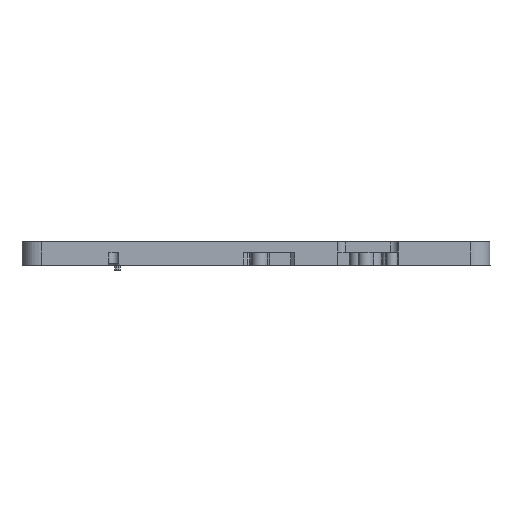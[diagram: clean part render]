
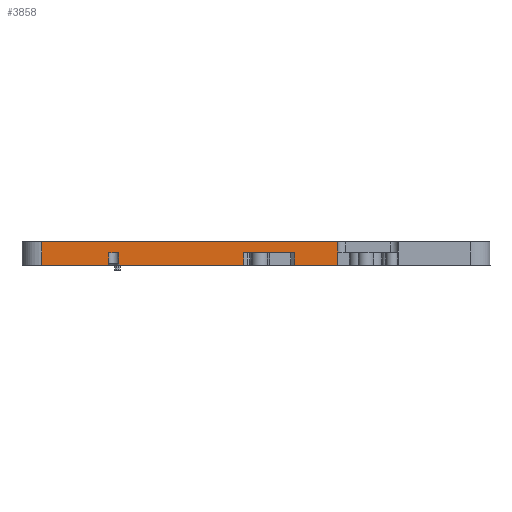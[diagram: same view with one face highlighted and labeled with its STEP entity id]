
A CAD part, front view. The second image highlights one B-rep face of the part: STEP entity #3858.
In plain terms, the highlighted planar face has unit normal (0, -1, 0).
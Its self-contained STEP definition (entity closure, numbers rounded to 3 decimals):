
#244=PLANE('',#17619);
#3858=ADVANCED_FACE('',(#4317),#244,.T.);
#4317=FACE_OUTER_BOUND('',#4809,.T.);
#4809=EDGE_LOOP('',(#6754,#6755,#6756,#6757,#6758,#6759,#6760,#6761,#6762,
#6763,#6764,#6765,#6766,#6767));
#6754=ORIENTED_EDGE('',*,*,#9269,.F.);
#6755=ORIENTED_EDGE('',*,*,#9268,.F.);
#6756=ORIENTED_EDGE('',*,*,#9267,.F.);
#6757=ORIENTED_EDGE('',*,*,#9266,.T.);
#6758=ORIENTED_EDGE('',*,*,#9265,.T.);
#6759=ORIENTED_EDGE('',*,*,#9264,.F.);
#6760=ORIENTED_EDGE('',*,*,#9263,.F.);
#6761=ORIENTED_EDGE('',*,*,#9262,.T.);
#6762=ORIENTED_EDGE('',*,*,#9261,.F.);
#6763=ORIENTED_EDGE('',*,*,#9260,.T.);
#6764=ORIENTED_EDGE('',*,*,#9259,.T.);
#6765=ORIENTED_EDGE('',*,*,#9258,.T.);
#6766=ORIENTED_EDGE('',*,*,#9257,.F.);
#6767=ORIENTED_EDGE('',*,*,#9256,.F.);
#9256=EDGE_CURVE('',#12698,#12711,#17094,.T.);
#9257=EDGE_CURVE('',#12711,#12710,#17095,.T.);
#9258=EDGE_CURVE('',#12709,#12710,#17096,.T.);
#9259=EDGE_CURVE('',#12708,#12709,#17097,.T.);
#9260=EDGE_CURVE('',#12707,#12708,#17098,.T.);
#9261=EDGE_CURVE('',#12707,#12706,#17099,.T.);
#9262=EDGE_CURVE('',#12705,#12706,#17100,.T.);
#9263=EDGE_CURVE('',#12705,#12704,#17101,.T.);
#9264=EDGE_CURVE('',#12704,#12703,#17102,.T.);
#9265=EDGE_CURVE('',#12702,#12703,#17103,.T.);
#9266=EDGE_CURVE('',#12701,#12702,#17104,.T.);
#9267=EDGE_CURVE('',#12701,#12700,#17105,.T.);
#9268=EDGE_CURVE('',#12700,#12699,#17106,.T.);
#9269=EDGE_CURVE('',#12699,#12698,#17107,.T.);
#12698=VERTEX_POINT('',#27271);
#12699=VERTEX_POINT('',#27272);
#12700=VERTEX_POINT('',#27273);
#12701=VERTEX_POINT('',#27274);
#12702=VERTEX_POINT('',#27275);
#12703=VERTEX_POINT('',#27276);
#12704=VERTEX_POINT('',#27277);
#12705=VERTEX_POINT('',#27278);
#12706=VERTEX_POINT('',#27279);
#12707=VERTEX_POINT('',#27280);
#12708=VERTEX_POINT('',#27281);
#12709=VERTEX_POINT('',#27282);
#12710=VERTEX_POINT('',#27283);
#12711=VERTEX_POINT('',#27284);
#17094=B_SPLINE_CURVE_WITH_KNOTS('',1,(#27285,#27286),.UNSPECIFIED.,.F.,
 .F.,(2,2),(0.,1.),.UNSPECIFIED.);
#17095=B_SPLINE_CURVE_WITH_KNOTS('',1,(#27287,#27288),.UNSPECIFIED.,.F.,
 .F.,(2,2),(0.,1.),.UNSPECIFIED.);
#17096=B_SPLINE_CURVE_WITH_KNOTS('',1,(#27289,#27290),.UNSPECIFIED.,.F.,
 .F.,(2,2),(0.,1.),.UNSPECIFIED.);
#17097=B_SPLINE_CURVE_WITH_KNOTS('',1,(#27291,#27292),.UNSPECIFIED.,.F.,
 .F.,(2,2),(0.,1.),.UNSPECIFIED.);
#17098=B_SPLINE_CURVE_WITH_KNOTS('',1,(#27293,#27294),.UNSPECIFIED.,.F.,
 .F.,(2,2),(0.,1.),.UNSPECIFIED.);
#17099=B_SPLINE_CURVE_WITH_KNOTS('',1,(#27295,#27296),.UNSPECIFIED.,.F.,
 .F.,(2,2),(0.,1.),.UNSPECIFIED.);
#17100=B_SPLINE_CURVE_WITH_KNOTS('',1,(#27297,#27298),.UNSPECIFIED.,.F.,
 .F.,(2,2),(0.,1.),.UNSPECIFIED.);
#17101=B_SPLINE_CURVE_WITH_KNOTS('',1,(#27299,#27300),.UNSPECIFIED.,.F.,
 .F.,(2,2),(0.,1.),.UNSPECIFIED.);
#17102=B_SPLINE_CURVE_WITH_KNOTS('',1,(#27301,#27302),.UNSPECIFIED.,.F.,
 .F.,(2,2),(0.,1.),.UNSPECIFIED.);
#17103=B_SPLINE_CURVE_WITH_KNOTS('',1,(#27303,#27304),.UNSPECIFIED.,.F.,
 .F.,(2,2),(0.,1.),.UNSPECIFIED.);
#17104=B_SPLINE_CURVE_WITH_KNOTS('',1,(#27305,#27306),.UNSPECIFIED.,.F.,
 .F.,(2,2),(0.,1.),.UNSPECIFIED.);
#17105=B_SPLINE_CURVE_WITH_KNOTS('',1,(#27307,#27308),.UNSPECIFIED.,.F.,
 .F.,(2,2),(0.,1.),.UNSPECIFIED.);
#17106=B_SPLINE_CURVE_WITH_KNOTS('',1,(#27309,#27310),.UNSPECIFIED.,.F.,
 .F.,(2,2),(0.,1.),.UNSPECIFIED.);
#17107=B_SPLINE_CURVE_WITH_KNOTS('',1,(#27311,#27312),.UNSPECIFIED.,.F.,
 .F.,(2,2),(0.,1.),.UNSPECIFIED.);
#17619=AXIS2_PLACEMENT_3D('',#27270,#17832,$);
#17832=DIRECTION('',(0.,-1.,0.));
#27270=CARTESIAN_POINT('',(56.68,-89.7,7.024));
#27271=CARTESIAN_POINT('',(20.775,-89.7,6.76));
#27272=CARTESIAN_POINT('',(-54.5,-89.7,6.76));
#27273=CARTESIAN_POINT('',(-54.5,-89.7,0.76));
#27274=CARTESIAN_POINT('',(-37.925,-89.7,0.76));
#27275=CARTESIAN_POINT('',(-37.425,-89.7,1.26));
#27276=CARTESIAN_POINT('',(-37.425,-89.7,3.97));
#27277=CARTESIAN_POINT('',(-34.925,-89.7,3.97));
#27278=CARTESIAN_POINT('',(-34.925,-89.7,1.26));
#27279=CARTESIAN_POINT('',(-34.425,-89.7,0.76));
#27280=CARTESIAN_POINT('',(-3.163,-89.7,0.76));
#27281=CARTESIAN_POINT('',(-3.163,-89.7,3.97));
#27282=CARTESIAN_POINT('',(9.838,-89.7,3.97));
#27283=CARTESIAN_POINT('',(9.838,-89.7,0.76));
#27284=CARTESIAN_POINT('',(20.775,-89.7,0.76));
#27285=CARTESIAN_POINT('',(20.775,-89.7,6.76));
#27286=CARTESIAN_POINT('',(20.775,-89.7,0.76));
#27287=CARTESIAN_POINT('',(20.775,-89.7,0.76));
#27288=CARTESIAN_POINT('',(9.838,-89.7,0.76));
#27289=CARTESIAN_POINT('',(9.838,-89.7,3.97));
#27290=CARTESIAN_POINT('',(9.838,-89.7,0.76));
#27291=CARTESIAN_POINT('',(-3.163,-89.7,3.97));
#27292=CARTESIAN_POINT('',(9.838,-89.7,3.97));
#27293=CARTESIAN_POINT('',(-3.163,-89.7,0.76));
#27294=CARTESIAN_POINT('',(-3.163,-89.7,3.97));
#27295=CARTESIAN_POINT('',(-3.163,-89.7,0.76));
#27296=CARTESIAN_POINT('',(-34.425,-89.7,0.76));
#27297=CARTESIAN_POINT('',(-34.925,-89.7,1.26));
#27298=CARTESIAN_POINT('',(-34.425,-89.7,0.76));
#27299=CARTESIAN_POINT('',(-34.925,-89.7,1.26));
#27300=CARTESIAN_POINT('',(-34.925,-89.7,3.97));
#27301=CARTESIAN_POINT('',(-34.925,-89.7,3.97));
#27302=CARTESIAN_POINT('',(-37.425,-89.7,3.97));
#27303=CARTESIAN_POINT('',(-37.425,-89.7,1.26));
#27304=CARTESIAN_POINT('',(-37.425,-89.7,3.97));
#27305=CARTESIAN_POINT('',(-37.925,-89.7,0.76));
#27306=CARTESIAN_POINT('',(-37.425,-89.7,1.26));
#27307=CARTESIAN_POINT('',(-37.925,-89.7,0.76));
#27308=CARTESIAN_POINT('',(-54.5,-89.7,0.76));
#27309=CARTESIAN_POINT('',(-54.5,-89.7,0.76));
#27310=CARTESIAN_POINT('',(-54.5,-89.7,6.76));
#27311=CARTESIAN_POINT('',(-54.5,-89.7,6.76));
#27312=CARTESIAN_POINT('',(20.775,-89.7,6.76));
